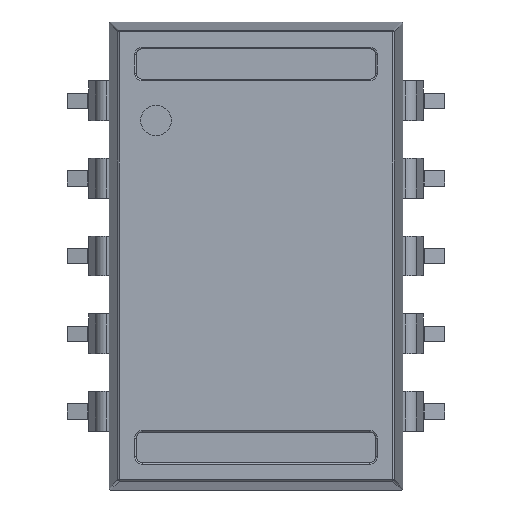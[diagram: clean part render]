
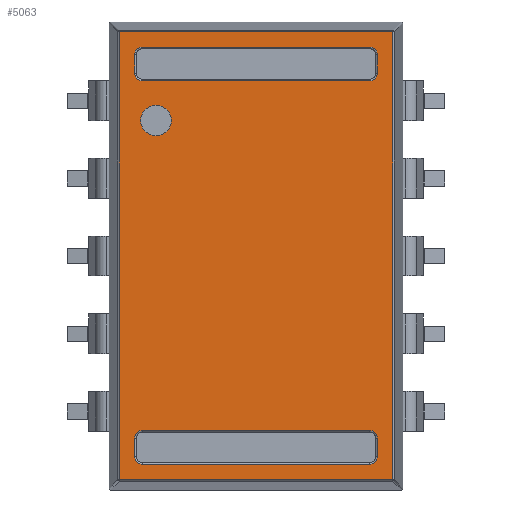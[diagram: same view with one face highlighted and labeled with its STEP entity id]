
A CAD part, top view. The second image highlights one B-rep face of the part: STEP entity #5063.
In plain terms, the highlighted planar face has unit normal (0, 0, 1).
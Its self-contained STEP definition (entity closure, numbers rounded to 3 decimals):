
#50=LINE('',#7417,#592);
#52=LINE('',#7429,#594);
#54=LINE('',#7441,#596);
#56=LINE('',#7450,#598);
#65=LINE('',#7473,#607);
#66=LINE('',#7475,#608);
#67=LINE('',#7477,#609);
#68=LINE('',#7478,#610);
#69=LINE('',#7483,#611);
#70=LINE('',#7487,#612);
#71=LINE('',#7491,#613);
#72=LINE('',#7494,#614);
#592=VECTOR('',#5873,0.6);
#594=VECTOR('',#5887,7.432);
#596=VECTOR('',#5901,0.6);
#598=VECTOR('',#5913,7.432);
#607=VECTOR('',#5936,8.937);
#608=VECTOR('',#5937,14.637);
#609=VECTOR('',#5938,8.937);
#610=VECTOR('',#5939,14.637);
#611=VECTOR('',#5942,0.6);
#612=VECTOR('',#5945,7.432);
#613=VECTOR('',#5948,0.6);
#614=VECTOR('',#5951,7.432);
#1149=PLANE('',#5381);
#1310=FACE_BOUND('',#1625,.T.);
#1311=FACE_BOUND('',#1626,.T.);
#1312=FACE_BOUND('',#1627,.T.);
#1327=FACE_OUTER_BOUND('',#1624,.T.);
#1624=EDGE_LOOP('',(#3368,#3369,#3370,#3371));
#1625=EDGE_LOOP('',(#3372));
#1626=EDGE_LOOP('',(#3373,#3374,#3375,#3376,#3377,#3378,#3379,#3380));
#1627=EDGE_LOOP('',(#3381,#3382,#3383,#3384,#3385,#3386,#3387,#3388));
#1910=CIRCLE('',#5349,0.5);
#1914=CIRCLE('',#5355,0.25);
#1917=CIRCLE('',#5360,0.25);
#1921=CIRCLE('',#5366,0.25);
#1925=CIRCLE('',#5372,0.25);
#1929=CIRCLE('',#5382,0.25);
#1930=CIRCLE('',#5383,0.25);
#1931=CIRCLE('',#5384,0.25);
#1932=CIRCLE('',#5385,0.25);
#2104=VERTEX_POINT('',#7401);
#2105=VERTEX_POINT('',#7405);
#2108=VERTEX_POINT('',#7410);
#2110=VERTEX_POINT('',#7415);
#2112=VERTEX_POINT('',#7421);
#2114=VERTEX_POINT('',#7427);
#2116=VERTEX_POINT('',#7433);
#2118=VERTEX_POINT('',#7439);
#2120=VERTEX_POINT('',#7445);
#2126=VERTEX_POINT('',#7471);
#2127=VERTEX_POINT('',#7472);
#2128=VERTEX_POINT('',#7474);
#2129=VERTEX_POINT('',#7476);
#2130=VERTEX_POINT('',#7479);
#2131=VERTEX_POINT('',#7480);
#2132=VERTEX_POINT('',#7482);
#2133=VERTEX_POINT('',#7484);
#2134=VERTEX_POINT('',#7486);
#2135=VERTEX_POINT('',#7488);
#2136=VERTEX_POINT('',#7490);
#2137=VERTEX_POINT('',#7492);
#2566=EDGE_CURVE('',#2104,#2104,#1910,.T.);
#2570=EDGE_CURVE('',#2108,#2105,#1914,.T.);
#2572=EDGE_CURVE('',#2110,#2108,#50,.T.);
#2575=EDGE_CURVE('',#2112,#2110,#1917,.T.);
#2578=EDGE_CURVE('',#2114,#2112,#52,.T.);
#2581=EDGE_CURVE('',#2116,#2114,#1921,.T.);
#2584=EDGE_CURVE('',#2118,#2116,#54,.T.);
#2587=EDGE_CURVE('',#2120,#2118,#1925,.T.);
#2589=EDGE_CURVE('',#2105,#2120,#56,.T.);
#2600=EDGE_CURVE('',#2126,#2127,#65,.T.);
#2601=EDGE_CURVE('',#2128,#2126,#66,.T.);
#2602=EDGE_CURVE('',#2129,#2128,#67,.T.);
#2603=EDGE_CURVE('',#2127,#2129,#68,.T.);
#2604=EDGE_CURVE('',#2130,#2131,#1929,.T.);
#2605=EDGE_CURVE('',#2132,#2130,#69,.T.);
#2606=EDGE_CURVE('',#2133,#2132,#1930,.T.);
#2607=EDGE_CURVE('',#2134,#2133,#70,.T.);
#2608=EDGE_CURVE('',#2135,#2134,#1931,.T.);
#2609=EDGE_CURVE('',#2136,#2135,#71,.T.);
#2610=EDGE_CURVE('',#2137,#2136,#1932,.T.);
#2611=EDGE_CURVE('',#2131,#2137,#72,.T.);
#3368=ORIENTED_EDGE('',*,*,#2600,.F.);
#3369=ORIENTED_EDGE('',*,*,#2601,.F.);
#3370=ORIENTED_EDGE('',*,*,#2602,.F.);
#3371=ORIENTED_EDGE('',*,*,#2603,.F.);
#3372=ORIENTED_EDGE('',*,*,#2566,.T.);
#3373=ORIENTED_EDGE('',*,*,#2604,.F.);
#3374=ORIENTED_EDGE('',*,*,#2605,.F.);
#3375=ORIENTED_EDGE('',*,*,#2606,.F.);
#3376=ORIENTED_EDGE('',*,*,#2607,.F.);
#3377=ORIENTED_EDGE('',*,*,#2608,.F.);
#3378=ORIENTED_EDGE('',*,*,#2609,.F.);
#3379=ORIENTED_EDGE('',*,*,#2610,.F.);
#3380=ORIENTED_EDGE('',*,*,#2611,.F.);
#3381=ORIENTED_EDGE('',*,*,#2570,.F.);
#3382=ORIENTED_EDGE('',*,*,#2572,.F.);
#3383=ORIENTED_EDGE('',*,*,#2575,.F.);
#3384=ORIENTED_EDGE('',*,*,#2578,.F.);
#3385=ORIENTED_EDGE('',*,*,#2581,.F.);
#3386=ORIENTED_EDGE('',*,*,#2584,.F.);
#3387=ORIENTED_EDGE('',*,*,#2587,.F.);
#3388=ORIENTED_EDGE('',*,*,#2589,.F.);
#5063=ADVANCED_FACE('',(#1327,#1310,#1311,#1312),#1149,.T.);
#5349=AXIS2_PLACEMENT_3D('',#7402,#5855,#5856);
#5355=AXIS2_PLACEMENT_3D('',#7412,#5867,#5868);
#5360=AXIS2_PLACEMENT_3D('',#7423,#5879,#5880);
#5366=AXIS2_PLACEMENT_3D('',#7435,#5893,#5894);
#5372=AXIS2_PLACEMENT_3D('',#7447,#5907,#5908);
#5381=AXIS2_PLACEMENT_3D('',#7470,#5934,#5935);
#5382=AXIS2_PLACEMENT_3D('',#7481,#5940,#5941);
#5383=AXIS2_PLACEMENT_3D('',#7485,#5943,#5944);
#5384=AXIS2_PLACEMENT_3D('',#7489,#5946,#5947);
#5385=AXIS2_PLACEMENT_3D('',#7493,#5949,#5950);
#5855=DIRECTION('center_axis',(0.,0.,-1.));
#5856=DIRECTION('ref_axis',(1.,0.,0.));
#5867=DIRECTION('center_axis',(0.,0.,1.));
#5868=DIRECTION('ref_axis',(0.707,0.707,0.));
#5873=DIRECTION('',(0.,1.,0.));
#5879=DIRECTION('center_axis',(0.,0.,1.));
#5880=DIRECTION('ref_axis',(0.707,-0.707,0.));
#5887=DIRECTION('',(1.,0.,0.));
#5893=DIRECTION('center_axis',(0.,0.,1.));
#5894=DIRECTION('ref_axis',(-0.707,-0.707,0.));
#5901=DIRECTION('',(0.,-1.,0.));
#5907=DIRECTION('center_axis',(0.,0.,1.));
#5908=DIRECTION('ref_axis',(-0.707,0.707,0.));
#5913=DIRECTION('',(-1.,0.,0.));
#5934=DIRECTION('center_axis',(0.,0.,1.));
#5935=DIRECTION('ref_axis',(1.,0.,0.));
#5936=DIRECTION('',(1.,0.,0.));
#5937=DIRECTION('',(0.,1.,0.));
#5938=DIRECTION('',(-1.,0.,0.));
#5939=DIRECTION('',(0.,-1.,0.));
#5940=DIRECTION('center_axis',(0.,0.,1.));
#5941=DIRECTION('ref_axis',(-0.707,-0.707,0.));
#5942=DIRECTION('',(0.,-1.,0.));
#5943=DIRECTION('center_axis',(0.,0.,1.));
#5944=DIRECTION('ref_axis',(-0.707,0.707,0.));
#5945=DIRECTION('',(-1.,0.,0.));
#5946=DIRECTION('center_axis',(0.,0.,1.));
#5947=DIRECTION('ref_axis',(0.707,0.707,0.));
#5948=DIRECTION('',(0.,1.,0.));
#5949=DIRECTION('center_axis',(0.,0.,1.));
#5950=DIRECTION('ref_axis',(0.707,-0.707,0.));
#5951=DIRECTION('',(1.,0.,0.));
#7401=CARTESIAN_POINT('',(-3.768,4.418,9.24));
#7402=CARTESIAN_POINT('Origin',(-3.268,4.418,9.24));
#7405=CARTESIAN_POINT('',(3.716,-5.716,9.24));
#7410=CARTESIAN_POINT('',(3.966,-5.966,9.24));
#7412=CARTESIAN_POINT('Origin',(3.716,-5.966,9.24));
#7415=CARTESIAN_POINT('',(3.966,-6.566,9.24));
#7417=CARTESIAN_POINT('',(3.966,-2.983,9.24));
#7421=CARTESIAN_POINT('',(3.716,-6.816,9.24));
#7423=CARTESIAN_POINT('Origin',(3.716,-6.566,9.24));
#7427=CARTESIAN_POINT('',(-3.716,-6.816,9.24));
#7429=CARTESIAN_POINT('',(-0.542,-6.816,9.24));
#7433=CARTESIAN_POINT('',(-3.966,-6.566,9.24));
#7435=CARTESIAN_POINT('Origin',(-3.716,-6.566,9.24));
#7439=CARTESIAN_POINT('',(-3.966,-5.966,9.24));
#7441=CARTESIAN_POINT('',(-3.966,-3.283,9.24));
#7445=CARTESIAN_POINT('',(-3.716,-5.716,9.24));
#7447=CARTESIAN_POINT('Origin',(-3.716,-5.966,9.24));
#7450=CARTESIAN_POINT('',(-4.258,-5.716,9.24));
#7470=CARTESIAN_POINT('Origin',(-4.8,0.,9.24));
#7471=CARTESIAN_POINT('',(-4.468,7.318,9.24));
#7472=CARTESIAN_POINT('',(4.468,7.318,9.24));
#7473=CARTESIAN_POINT('',(-3.6,7.318,9.24));
#7474=CARTESIAN_POINT('',(-4.468,-7.318,9.24));
#7475=CARTESIAN_POINT('',(-4.468,0.,9.24));
#7476=CARTESIAN_POINT('',(4.468,-7.318,9.24));
#7477=CARTESIAN_POINT('',(-3.6,-7.318,9.24));
#7478=CARTESIAN_POINT('',(4.468,0.,9.24));
#7479=CARTESIAN_POINT('',(-3.966,5.966,9.24));
#7480=CARTESIAN_POINT('',(-3.716,5.716,9.24));
#7481=CARTESIAN_POINT('Origin',(-3.716,5.966,9.24));
#7482=CARTESIAN_POINT('',(-3.966,6.566,9.24));
#7483=CARTESIAN_POINT('',(-3.966,2.983,9.24));
#7484=CARTESIAN_POINT('',(-3.716,6.816,9.24));
#7485=CARTESIAN_POINT('Origin',(-3.716,6.566,9.24));
#7486=CARTESIAN_POINT('',(3.716,6.816,9.24));
#7487=CARTESIAN_POINT('',(-4.258,6.816,9.24));
#7488=CARTESIAN_POINT('',(3.966,6.566,9.24));
#7489=CARTESIAN_POINT('Origin',(3.716,6.566,9.24));
#7490=CARTESIAN_POINT('',(3.966,5.966,9.24));
#7491=CARTESIAN_POINT('',(3.966,3.283,9.24));
#7492=CARTESIAN_POINT('',(3.716,5.716,9.24));
#7493=CARTESIAN_POINT('Origin',(3.716,5.966,9.24));
#7494=CARTESIAN_POINT('',(-0.542,5.716,9.24));
